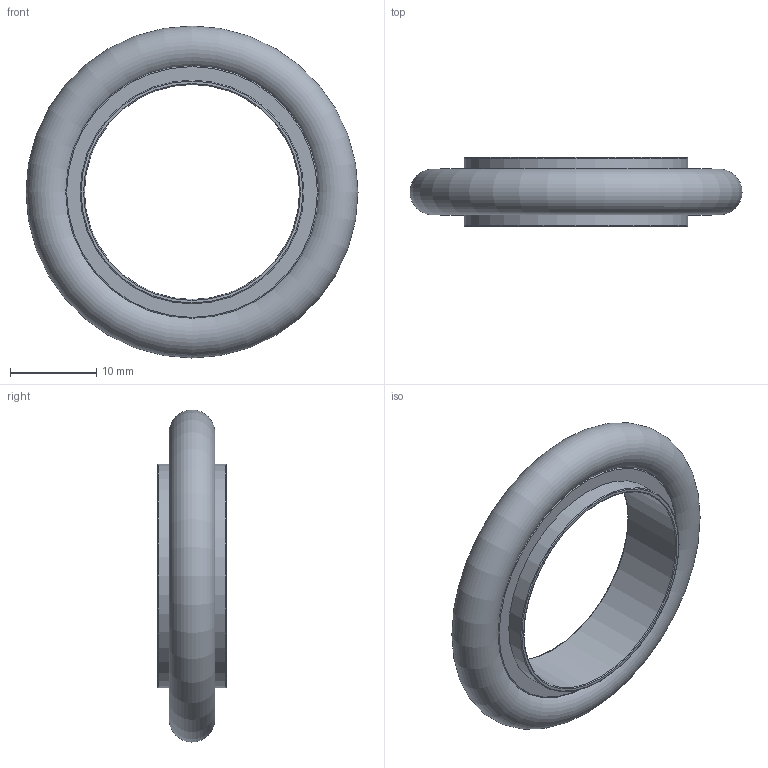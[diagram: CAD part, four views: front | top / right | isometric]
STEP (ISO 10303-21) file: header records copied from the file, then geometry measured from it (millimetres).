
FILE_DESCRIPTION(/* description */ (''),/* implementation_level */ '2;1');
FILE_NAME(/* name */ 'FL-CRSV25KF.stp',/* time_stamp */ '2018-03-12T13:36:12+00:00',/* author */ ('paul'),/* organization */ (''),/* preprocessor_version */ 'ST-DEVELOPER v17',/* originating_system */ 'Autodesk Inventor 2018',/* authorisation */ '');
FILE_SCHEMA (('AUTOMOTIVE_DESIGN { 1 0 10303 214 3 1 1 }'));
Length unit declared in the file: millimetre
Products named in the file (3): FL-CRSV25KF; o ring carrier 25; Oring BS320
Assembly tree (2 placements, depth 2):
  FL-CRSV25KF
    o ring carrier 25
    Oring BS320
Bounding box: 38.6 x 8 x 38.6 mm (x, y, z)
Volume: 3061.5 mm3; surface area: 3444.6 mm2
Topology: 2 solids, 2 shells, 15 faces, 44 edges, 33 vertices
Faces by surface type: torus 8, plane 4, cylinder 3
Full cylindrical faces by diameter (mm): 25 x1, 26 x2
Entity records: 665 total; most frequent: DIRECTION 125, CARTESIAN_POINT 97, ORIENTED_EDGE 88, AXIS2_PLACEMENT_3D 61, EDGE_CURVE 44, CIRCLE 41, VERTEX_POINT 33, EDGE_LOOP 19
